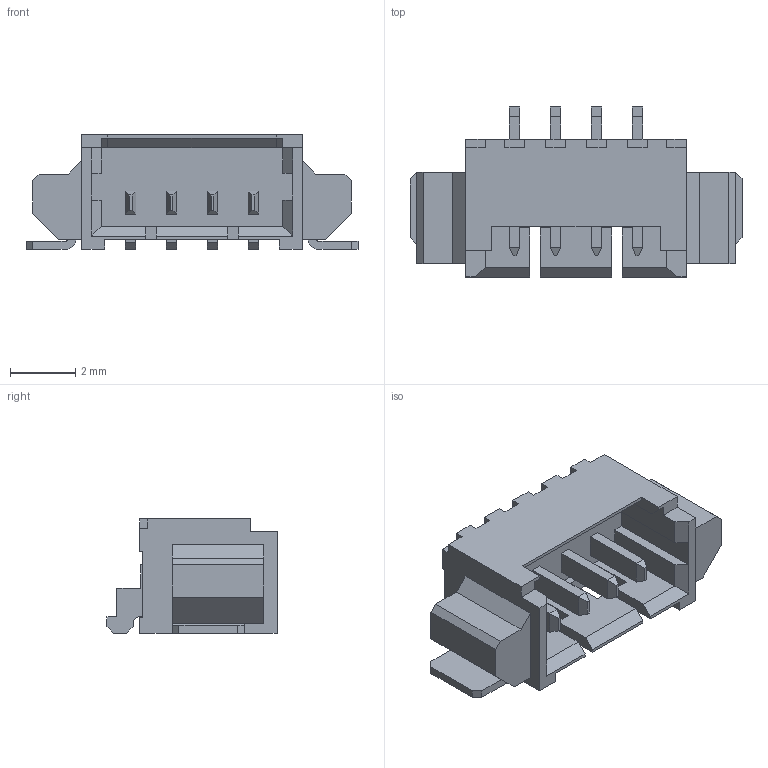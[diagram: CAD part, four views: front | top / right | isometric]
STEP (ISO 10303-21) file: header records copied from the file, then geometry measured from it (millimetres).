
FILE_DESCRIPTION (( 'STEP AP214' ), '1' );
FILE_NAME ('User Library-molex 53261.STEP', '2013-04-04T16:54:04', ( 'Windows User' ), ( '' ), 'SwSTEP 2.0', 'SolidWorks 2013', '' );
FILE_SCHEMA (( 'AUTOMOTIVE_DESIGN' ));
Length unit declared in the file: millimetre
Products named in the file (1): User Library-molex 53261
Bounding box: 10.15 x 5.2 x 3.5 mm (x, y, z)
Volume: 64.4 mm3; surface area: 229.7 mm2
Topology: 1 solids, 1 shells, 246 faces, 671 edges, 436 vertices
Faces by surface type: plane 236, cylinder 10
Entity records: 10323 total; most frequent: CARTESIAN_POINT 1354, ORIENTED_EDGE 1342, DIRECTION 1185, EDGE_CURVE 671, VECTOR 651, LINE 651, VERTEX_POINT 436, AXIS2_PLACEMENT_3D 267
